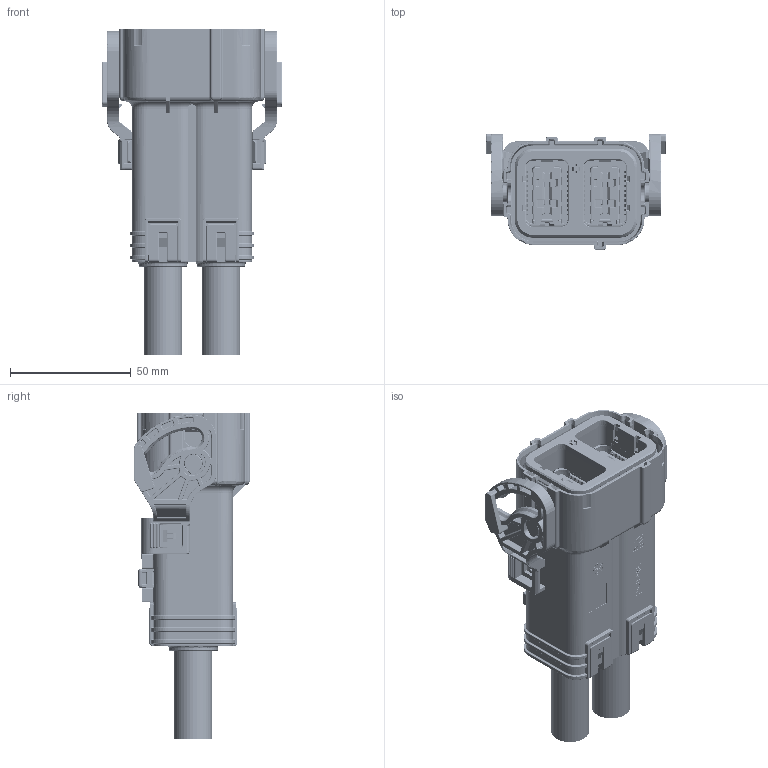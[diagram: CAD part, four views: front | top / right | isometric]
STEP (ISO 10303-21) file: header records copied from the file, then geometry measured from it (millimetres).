
FILE_DESCRIPTION (( 'STEP AP203' ), '1' );
FILE_NAME ('YGEV4-S2PHA脣芛郪璃.STEP', '2024-09-03T02:47:50', ( '' ), ( '' ), 'SwSTEP 2.0', 'SolidWorks 2023', '' );
FILE_SCHEMA (( 'CONFIG_CONTROL_DESIGN' ));
Products named in the file (1): YGEV4-S2PHA插头组件
Bounding box: 74.4 x 47.95 x 135.31 mm (x, y, z)
Volume: 93593.1 mm3; surface area: 96809.8 mm2
Topology: 32 solids, 32 shells, 10447 faces, 26005 edges, 15391 vertices
Faces by surface type: plane 4241, cylinder 3656, torus 1162, bspline 717, sphere 483, cone 188
Entity records: 331771 total; most frequent: CARTESIAN_POINT 87326, DIRECTION 51801, ORIENTED_EDGE 51312, EDGE_CURVE 25656, AXIS2_PLACEMENT_3D 18695, VERTEX_POINT 15351, LINE 14411, VECTOR 14411
